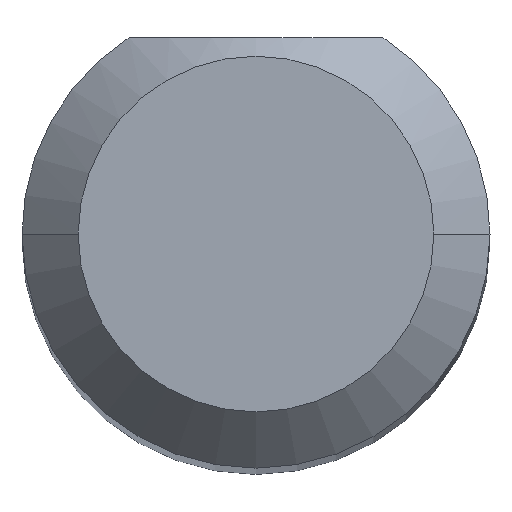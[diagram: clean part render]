
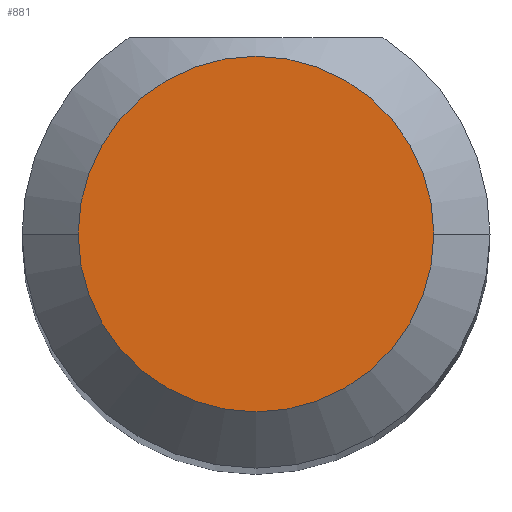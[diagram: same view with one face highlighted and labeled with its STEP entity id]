
A CAD part, top view. The second image highlights one B-rep face of the part: STEP entity #881.
In plain terms, the highlighted planar face has unit normal (0, 0, 1).
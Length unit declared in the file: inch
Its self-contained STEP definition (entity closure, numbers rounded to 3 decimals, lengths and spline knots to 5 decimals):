
#19 = CARTESIAN_POINT ( 'NONE',  ( -0.0475, 0., 1.5 ) ) ;
#80 = CIRCLE ( 'NONE', #843, 0.0475 ) ;
#81 = EDGE_CURVE ( 'NONE', #660, #580, #80, .T. ) ;
#93 = EDGE_LOOP ( 'NONE', ( #960, #829 ) ) ;
#226 = DIRECTION ( 'NONE',  ( 0., 0., 1. ) ) ;
#377 = CARTESIAN_POINT ( 'NONE',  ( 0., 0., 1.5 ) ) ;
#383 = CIRCLE ( 'NONE', #539, 0.0475 ) ;
#493 = DIRECTION ( 'NONE',  ( 1., 0., 0. ) ) ;
#539 = AXIS2_PLACEMENT_3D ( 'NONE', #377, #636, #727 ) ;
#571 = AXIS2_PLACEMENT_3D ( 'NONE', #734, #226, #914 ) ;
#580 = VERTEX_POINT ( 'NONE', #741 ) ;
#592 = DIRECTION ( 'NONE',  ( 0., 0., 1. ) ) ;
#636 = DIRECTION ( 'NONE',  ( 0., 0., 1. ) ) ;
#652 = CARTESIAN_POINT ( 'NONE',  ( 0., 0., 1.5 ) ) ;
#660 = VERTEX_POINT ( 'NONE', #19 ) ;
#662 = EDGE_CURVE ( 'NONE', #580, #660, #383, .T. ) ;
#727 = DIRECTION ( 'NONE',  ( 1., 0., 0. ) ) ;
#734 = CARTESIAN_POINT ( 'NONE',  ( 0., 0., 1.5 ) ) ;
#741 = CARTESIAN_POINT ( 'NONE',  ( 0.0475, 0., 1.5 ) ) ;
#819 = PLANE ( 'NONE',  #571 ) ;
#829 = ORIENTED_EDGE ( 'NONE', *, *, #662, .T. ) ;
#843 = AXIS2_PLACEMENT_3D ( 'NONE', #652, #592, #493 ) ;
#881 = ADVANCED_FACE ( 'NONE', ( #992 ), #819, .T. ) ;
#914 = DIRECTION ( 'NONE',  ( 1., 0., 0. ) ) ;
#960 = ORIENTED_EDGE ( 'NONE', *, *, #81, .T. ) ;
#992 = FACE_OUTER_BOUND ( 'NONE', #93, .T. ) ;
